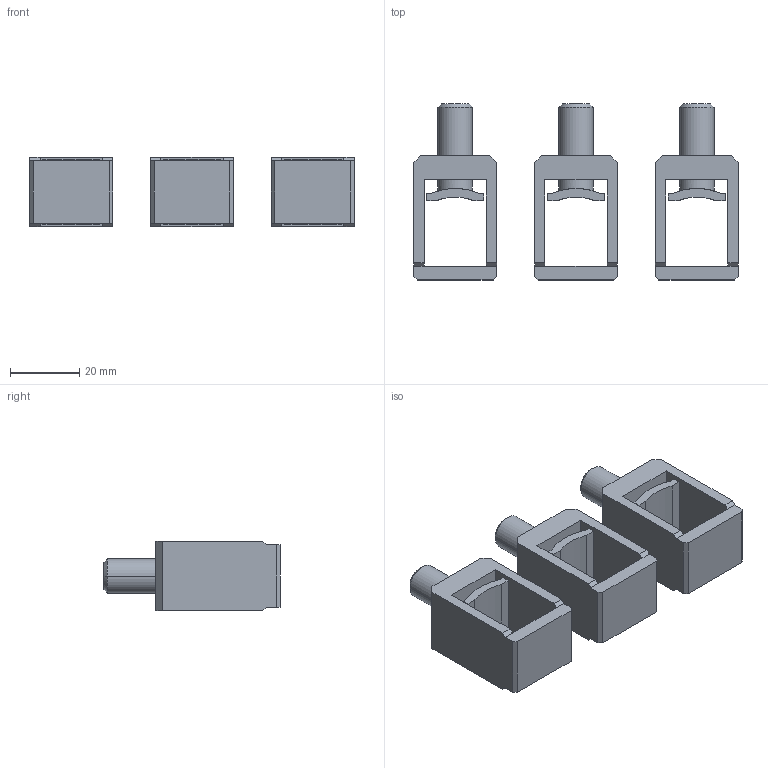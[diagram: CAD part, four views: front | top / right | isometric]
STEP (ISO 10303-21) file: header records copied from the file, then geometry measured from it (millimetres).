
FILE_DESCRIPTION(('CATIA V5 STEP Exchange'),'2;1');
FILE_NAME('1SDH001295R0635_1PA_001_00_XT4_3P_WITHDRAWABLE_FCCuAl_SUP.stp','2014-11-11T15:32:47+00:00',('none'),('none'),'CATIA Version 5 Release 20 SP 1 (IN-10)','CATIA V5 STEP AP214','none');
FILE_SCHEMA(('AUTOMOTIVE_DESIGN { 1 0 10303 214 1 1 1 1 }'));
Length unit declared in the file: millimetre
Products named in the file (1): 1SDH001295R0635_1PA_001_00_XT4_3P_WITHDRAWABLE_FCCuAl_SUP
Bounding box: 94 x 51 x 20 mm (x, y, z)
Volume: 30358.1 mm3; surface area: 17851.2 mm2
Topology: 3 solids, 3 shells, 111 faces, 288 edges, 186 vertices
Faces by surface type: plane 87, cylinder 18, cone 6
Entity records: 3943 total; most frequent: CARTESIAN_POINT 620, ORIENTED_EDGE 576, DIRECTION 404, EDGE_CURVE 288, VECTOR 246, LINE 246, VERTEX_POINT 186, EDGE_LOOP 120
